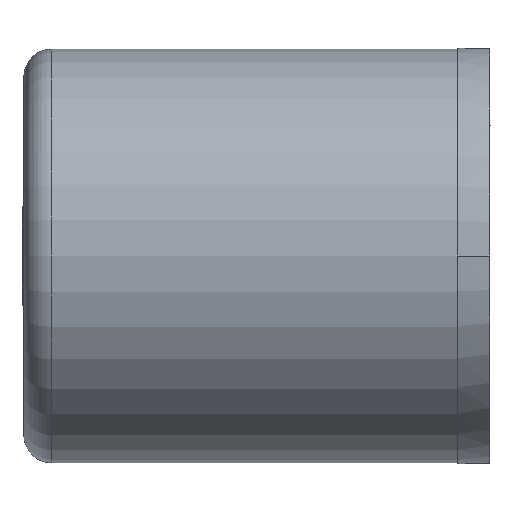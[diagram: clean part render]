
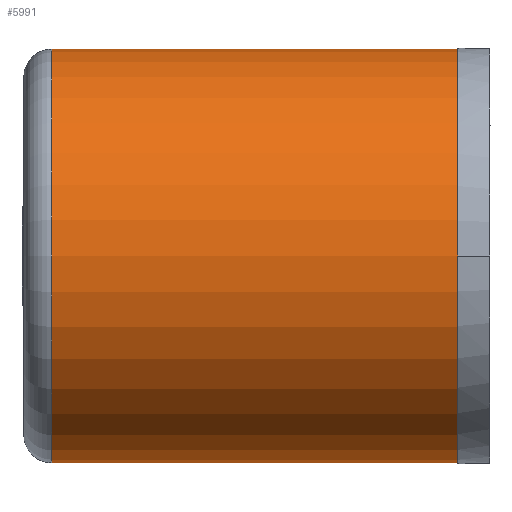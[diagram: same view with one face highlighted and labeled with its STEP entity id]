
A CAD part, front view. The second image highlights one B-rep face of the part: STEP entity #5991.
In plain terms, the highlighted cylindrical face has radius 22.4 mm (diameter 44.8 mm), a partial arc.
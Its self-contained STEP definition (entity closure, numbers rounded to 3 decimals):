
#24 = CARTESIAN_POINT ( 'NONE',  ( 3., 0., -22.4 ) ) ;
#200 = VECTOR ( 'NONE', #9920, 1000. ) ;
#212 = FACE_OUTER_BOUND ( 'NONE', #10290, .T. ) ;
#264 = CIRCLE ( 'NONE', #5080, 22.4 ) ;
#437 = DIRECTION ( 'NONE',  ( -1., 0., 0. ) ) ;
#544 = ORIENTED_EDGE ( 'NONE', *, *, #10959, .F. ) ;
#642 = CARTESIAN_POINT ( 'NONE',  ( 47., 0., 22.4 ) ) ;
#859 = CARTESIAN_POINT ( 'NONE',  ( 3., 0., 22.4 ) ) ;
#1492 = CYLINDRICAL_SURFACE ( 'NONE', #8016, 22.4 ) ;
#1883 = ORIENTED_EDGE ( 'NONE', *, *, #2209, .F. ) ;
#2209 = EDGE_CURVE ( 'NONE', #3966, #6577, #264, .T. ) ;
#2933 = CIRCLE ( 'NONE', #4238, 22.4 ) ;
#3085 = ORIENTED_EDGE ( 'NONE', *, *, #6120, .T. ) ;
#3264 = DIRECTION ( 'NONE',  ( -1., 0., 0. ) ) ;
#3495 = CARTESIAN_POINT ( 'NONE',  ( 47., 0., 0. ) ) ;
#3581 = VECTOR ( 'NONE', #437, 1000. ) ;
#3966 = VERTEX_POINT ( 'NONE', #24 ) ;
#3986 = DIRECTION ( 'NONE',  ( 0., 0., 1. ) ) ;
#4238 = AXIS2_PLACEMENT_3D ( 'NONE', #3495, #9525, #4392 ) ;
#4392 = DIRECTION ( 'NONE',  ( 0., 0., 1. ) ) ;
#4902 = EDGE_CURVE ( 'NONE', #8556, #6344, #2933, .T. ) ;
#5080 = AXIS2_PLACEMENT_3D ( 'NONE', #8451, #3264, #9308 ) ;
#5731 = CARTESIAN_POINT ( 'NONE',  ( 47., 0., 0. ) ) ;
#5991 = ADVANCED_FACE ( 'NONE', ( #212 ), #1492, .T. ) ;
#6120 = EDGE_CURVE ( 'NONE', #8556, #6577, #6803, .T. ) ;
#6344 = VERTEX_POINT ( 'NONE', #7339 ) ;
#6577 = VERTEX_POINT ( 'NONE', #859 ) ;
#6803 = LINE ( 'NONE', #8361, #3581 ) ;
#7339 = CARTESIAN_POINT ( 'NONE',  ( 47., 0., -22.4 ) ) ;
#8016 = AXIS2_PLACEMENT_3D ( 'NONE', #5731, #9930, #3986 ) ;
#8361 = CARTESIAN_POINT ( 'NONE',  ( 47., 0., 22.4 ) ) ;
#8451 = CARTESIAN_POINT ( 'NONE',  ( 3., 0., 0. ) ) ;
#8556 = VERTEX_POINT ( 'NONE', #642 ) ;
#9089 = ORIENTED_EDGE ( 'NONE', *, *, #4902, .F. ) ;
#9243 = LINE ( 'NONE', #9992, #200 ) ;
#9308 = DIRECTION ( 'NONE',  ( 0., 0., 1. ) ) ;
#9525 = DIRECTION ( 'NONE',  ( 1., 0., 0. ) ) ;
#9920 = DIRECTION ( 'NONE',  ( -1., 0., 0. ) ) ;
#9930 = DIRECTION ( 'NONE',  ( -1., 0., 0. ) ) ;
#9992 = CARTESIAN_POINT ( 'NONE',  ( 47., 0., -22.4 ) ) ;
#10290 = EDGE_LOOP ( 'NONE', ( #544, #9089, #3085, #1883 ) ) ;
#10959 = EDGE_CURVE ( 'NONE', #6344, #3966, #9243, .T. ) ;
